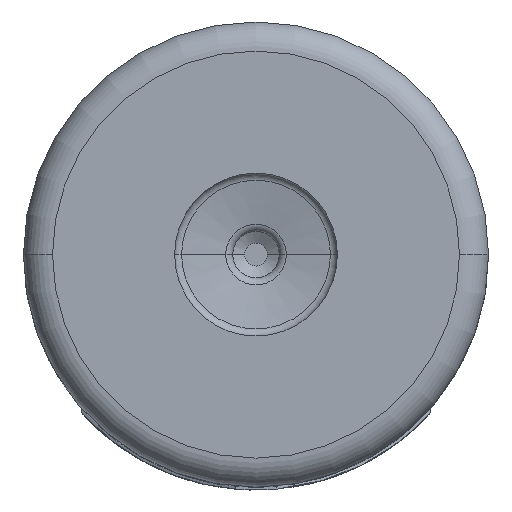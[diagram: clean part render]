
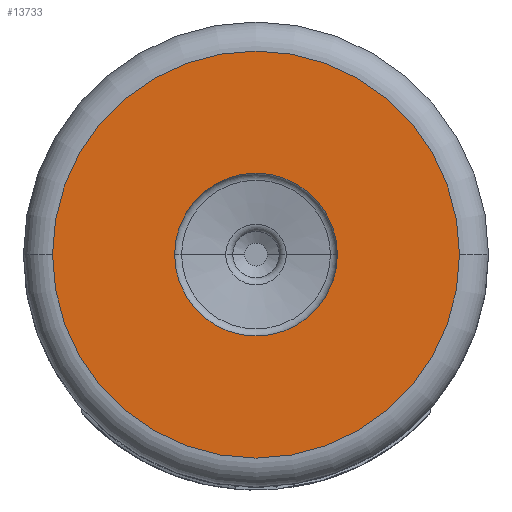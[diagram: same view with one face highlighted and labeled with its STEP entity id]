
A CAD part, front view. The second image highlights one B-rep face of the part: STEP entity #13733.
In plain terms, the highlighted planar face has unit normal (0, -1, 0).
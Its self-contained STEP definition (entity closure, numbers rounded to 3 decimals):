
#1950=CARTESIAN_POINT('',(0.,-4.,0.));
#1951=DIRECTION('',(0.,-1.,0.));
#1952=DIRECTION('',(1.,0.,0.));
#1953=AXIS2_PLACEMENT_3D('',#1950,#1951,#1952);
#1965=CARTESIAN_POINT('',(0.,-4.,0.));
#1966=DIRECTION('',(0.,-1.,0.));
#1967=DIRECTION('',(-1.,0.,0.));
#1968=AXIS2_PLACEMENT_3D('',#1965,#1966,#1967);
#1970=CARTESIAN_POINT('',(0.,-4.,0.));
#1971=DIRECTION('',(0.,-1.,0.));
#1972=DIRECTION('',(1.,0.,0.));
#1973=AXIS2_PLACEMENT_3D('',#1970,#1971,#1972);
#1975=CARTESIAN_POINT('',(0.,-4.,0.));
#1976=DIRECTION('',(0.,-1.,0.));
#1977=DIRECTION('',(-1.,0.,0.));
#1978=AXIS2_PLACEMENT_3D('',#1975,#1976,#1977);
#11537=CARTESIAN_POINT('',(-1.4,-4.,0.));
#11538=CARTESIAN_POINT('',(1.4,-4.,0.));
#11539=VERTEX_POINT('',#11537);
#11540=VERTEX_POINT('',#11538);
#11541=CARTESIAN_POINT('',(3.5,-4.,0.));
#11542=CARTESIAN_POINT('',(-3.5,-4.,0.));
#11543=VERTEX_POINT('',#11541);
#11544=VERTEX_POINT('',#11542);
#13717=CARTESIAN_POINT('',(0.,-4.,0.));
#13718=DIRECTION('',(0.,1.,0.));
#13719=DIRECTION('',(1.,0.,0.));
#13720=AXIS2_PLACEMENT_3D('',#13717,#13718,#13719);
#13721=PLANE('',#13720);
#13722=ORIENTED_EDGE('',*,*,#13707,.F.);
#13724=ORIENTED_EDGE('',*,*,#13723,.F.);
#13725=EDGE_LOOP('',(#13722,#13724));
#13726=FACE_OUTER_BOUND('',#13725,.F.);
#13728=ORIENTED_EDGE('',*,*,#13727,.T.);
#13730=ORIENTED_EDGE('',*,*,#13729,.T.);
#13731=EDGE_LOOP('',(#13728,#13730));
#13732=FACE_BOUND('',#13731,.F.);
#13733=ADVANCED_FACE('',(#13726,#13732),#13721,.F.);
#1954=CIRCLE('',#1953,3.5);
#1969=CIRCLE('',#1968,1.4);
#1974=CIRCLE('',#1973,1.4);
#1979=CIRCLE('',#1978,3.5);
#13707=EDGE_CURVE('',#11543,#11544,#1954,.T.);
#13723=EDGE_CURVE('',#11544,#11543,#1979,.T.);
#13727=EDGE_CURVE('',#11539,#11540,#1969,.T.);
#13729=EDGE_CURVE('',#11540,#11539,#1974,.T.);
